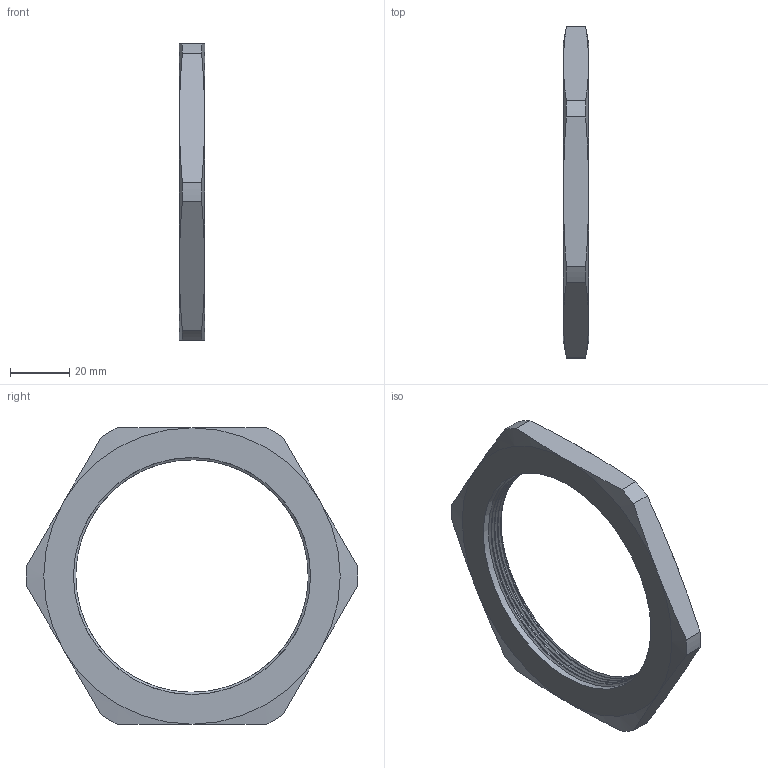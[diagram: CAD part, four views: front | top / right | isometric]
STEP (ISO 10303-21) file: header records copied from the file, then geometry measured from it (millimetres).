
FILE_DESCRIPTION(/* description */ ('GGM M 80'),/* implementation_level */ '2;1');
FILE_NAME(/* name */ '00228099-RST.stp',/* time_stamp */ '2022-01-12T15:27:28+01:00',/* author */ ('sl'),/* organization */ (''),/* preprocessor_version */ 'ST-DEVELOPER v16.5',/* originating_system */ 'Autodesk Inventor 2017',/* authorisation */ '');
FILE_SCHEMA (('AUTOMOTIVE_DESIGN { 1 0 10303 214 3 1 1 }'));
Length unit declared in the file: millimetre
Products named in the file (1): 00228099
Bounding box: 8.5 x 111.98 x 100 mm (x, y, z)
Volume: 30459.8 mm3; surface area: 12889.1 mm2
Topology: 1 solids, 1 shells, 35 faces, 86 edges, 53 vertices
Faces by surface type: cylinder 12, cone 12, plane 9, bspline 2
Full cylindrical faces by diameter (mm): 80 x4
Entity records: 1820 total; most frequent: CARTESIAN_POINT 1140, ORIENTED_EDGE 146, DIRECTION 130, EDGE_CURVE 73, AXIS2_PLACEMENT_3D 57, VERTEX_POINT 45, EDGE_LOOP 34, FACE_OUTER_BOUND 31
